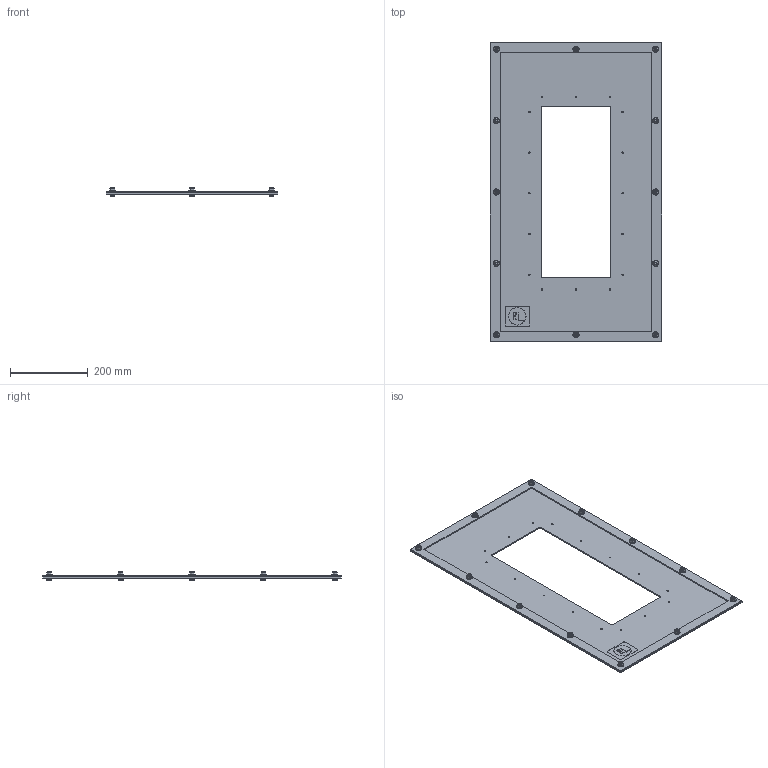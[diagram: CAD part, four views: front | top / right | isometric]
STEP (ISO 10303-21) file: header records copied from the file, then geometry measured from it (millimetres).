
FILE_DESCRIPTION(/* description */ ('30-1/4" X 17-13/32" DRIVE COVER PLATE'),/* implementation_level */ '2;1');
FILE_NAME(/* name */ 'DF48CVPF3.stp',/* time_stamp */ '2017-09-06T13:47:52+05:00',/* author */ ('vdas'),/* organization */ (''),/* preprocessor_version */ 'ST-DEVELOPER v16.1',/* originating_system */ 'Autodesk Inventor 2016',/* authorisation */ '');
FILE_SCHEMA (('AUTOMOTIVE_DESIGN { 1 0 10303 214 3 1 1 }'));
Length unit declared in the file: inch
Products named in the file (9): DF48CVPF3; DF48CVPGSKT; 30221; 3905; 3907; 34929; 10 GA TO 14 GA w 0.125 Comp; 34466; DF48CVPF3_1
Assembly tree (19 placements, depth 3):
  DF48CVPF3_1
    DF48CVPF3
    DF48CVPGSKT
    10 GA TO 14 GA w 0.125 Comp  x12
      30221
      3905
      3907
      34929
    34466
Bounding box: 442.12 x 768.35 x 24.22 mm (x, y, z)
Volume: 1040408.6 mm3; surface area: 699429.6 mm2
Topology: 51 solids, 51 shells, 736 faces, 1599 edges, 994 vertices
Faces by surface type: plane 384, cylinder 172, cone 132, bspline 24, torus 24
Full cylindrical faces by diameter (mm): 3.505 x16, 4.978 x12, 5.556 x12, 5.969 x12, 6.35 x12, 6.985 x12, 7.144 x12, 7.366 x12, 11.049 x12, 11.125 x12, 15.24 x12, 15.875 x12, 16.51 x12, 44.45 x1, 44.958 x1
Entity records: 4887 total; most frequent: CARTESIAN_POINT 846, DIRECTION 795, ORIENTED_EDGE 634, AXIS2_PLACEMENT_3D 325, EDGE_CURVE 317, EDGE_LOOP 309, VERTEX_POINT 244, FACE_BOUND 156
